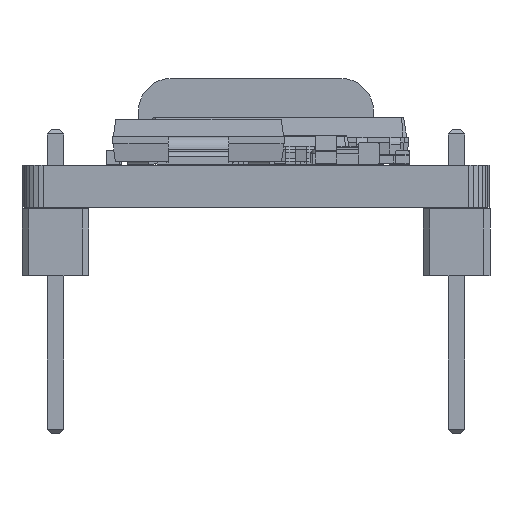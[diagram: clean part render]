
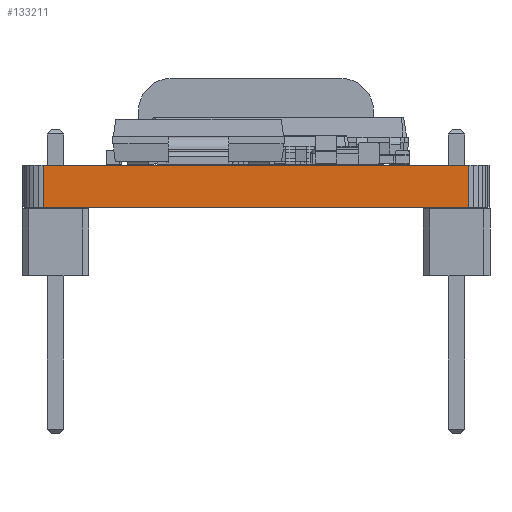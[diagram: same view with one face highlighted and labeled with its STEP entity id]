
A CAD part, front view. The second image highlights one B-rep face of the part: STEP entity #133211.
In plain terms, the highlighted planar face has unit normal (0, -1, 0).
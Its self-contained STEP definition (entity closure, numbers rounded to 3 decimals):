
#123561 = PLANE('',#123562);
#123562 = AXIS2_PLACEMENT_3D('',#123563,#123564,#123565);
#123563 = CARTESIAN_POINT('',(105.701,-59.71,1.6));
#123564 = DIRECTION('',(-0.,-0.,-1.));
#123565 = DIRECTION('',(-1.,0.,0.));
#123615 = PLANE('',#123616);
#123616 = AXIS2_PLACEMENT_3D('',#123617,#123618,#123619);
#123617 = CARTESIAN_POINT('',(105.701,-59.71,0.));
#123618 = DIRECTION('',(-0.,-0.,-1.));
#123619 = DIRECTION('',(-1.,0.,0.));
#124088 = VERTEX_POINT('',#124089);
#124089 = CARTESIAN_POINT('',(113.786,-81.3,0.));
#124103 = PLANE('',#124104);
#124104 = AXIS2_PLACEMENT_3D('',#124105,#124106,#124107);
#124105 = CARTESIAN_POINT('',(113.965,-81.28,0.));
#124106 = DIRECTION('',(0.112,-0.994,0.));
#124107 = DIRECTION('',(-0.994,-0.112,0.));
#124115 = EDGE_CURVE('',#124088,#124116,#124118,.T.);
#124116 = VERTEX_POINT('',#124117);
#124117 = CARTESIAN_POINT('',(97.616,-81.3,0.));
#124118 = SURFACE_CURVE('',#124119,(#124123,#124130),.PCURVE_S1.);
#124119 = LINE('',#124120,#124121);
#124120 = CARTESIAN_POINT('',(113.786,-81.3,0.));
#124121 = VECTOR('',#124122,1.);
#124122 = DIRECTION('',(-1.,0.,0.));
#124123 = PCURVE('',#123615,#124124);
#124124 = DEFINITIONAL_REPRESENTATION('',(#124125),#124129);
#124125 = LINE('',#124126,#124127);
#124126 = CARTESIAN_POINT('',(-8.085,-21.59));
#124127 = VECTOR('',#124128,1.);
#124128 = DIRECTION('',(1.,0.));
#124129 = ( GEOMETRIC_REPRESENTATION_CONTEXT(2) 
PARAMETRIC_REPRESENTATION_CONTEXT() REPRESENTATION_CONTEXT('2D SPACE',''
  ) );
#124130 = PCURVE('',#124131,#124136);
#124131 = PLANE('',#124132);
#124132 = AXIS2_PLACEMENT_3D('',#124133,#124134,#124135);
#124133 = CARTESIAN_POINT('',(113.786,-81.3,0.));
#124134 = DIRECTION('',(0.,-1.,0.));
#124135 = DIRECTION('',(-1.,0.,0.));
#124136 = DEFINITIONAL_REPRESENTATION('',(#124137),#124141);
#124137 = LINE('',#124138,#124139);
#124138 = CARTESIAN_POINT('',(0.,-0.));
#124139 = VECTOR('',#124140,1.);
#124140 = DIRECTION('',(1.,0.));
#124141 = ( GEOMETRIC_REPRESENTATION_CONTEXT(2) 
PARAMETRIC_REPRESENTATION_CONTEXT() REPRESENTATION_CONTEXT('2D SPACE',''
  ) );
#124159 = PLANE('',#124160);
#124160 = AXIS2_PLACEMENT_3D('',#124161,#124162,#124163);
#124161 = CARTESIAN_POINT('',(97.616,-81.3,0.));
#124162 = DIRECTION('',(-0.112,-0.994,0.));
#124163 = DIRECTION('',(-0.994,0.112,0.));
#128807 = VERTEX_POINT('',#128808);
#128808 = CARTESIAN_POINT('',(113.786,-81.3,1.6));
#128829 = EDGE_CURVE('',#128807,#128830,#128832,.T.);
#128830 = VERTEX_POINT('',#128831);
#128831 = CARTESIAN_POINT('',(97.616,-81.3,1.6));
#128832 = SURFACE_CURVE('',#128833,(#128837,#128844),.PCURVE_S1.);
#128833 = LINE('',#128834,#128835);
#128834 = CARTESIAN_POINT('',(113.786,-81.3,1.6));
#128835 = VECTOR('',#128836,1.);
#128836 = DIRECTION('',(-1.,0.,0.));
#128837 = PCURVE('',#123561,#128838);
#128838 = DEFINITIONAL_REPRESENTATION('',(#128839),#128843);
#128839 = LINE('',#128840,#128841);
#128840 = CARTESIAN_POINT('',(-8.085,-21.59));
#128841 = VECTOR('',#128842,1.);
#128842 = DIRECTION('',(1.,0.));
#128843 = ( GEOMETRIC_REPRESENTATION_CONTEXT(2) 
PARAMETRIC_REPRESENTATION_CONTEXT() REPRESENTATION_CONTEXT('2D SPACE',''
  ) );
#128844 = PCURVE('',#124131,#128845);
#128845 = DEFINITIONAL_REPRESENTATION('',(#128846),#128850);
#128846 = LINE('',#128847,#128848);
#128847 = CARTESIAN_POINT('',(0.,-1.6));
#128848 = VECTOR('',#128849,1.);
#128849 = DIRECTION('',(1.,0.));
#128850 = ( GEOMETRIC_REPRESENTATION_CONTEXT(2) 
PARAMETRIC_REPRESENTATION_CONTEXT() REPRESENTATION_CONTEXT('2D SPACE',''
  ) );
#133163 = EDGE_CURVE('',#124088,#128807,#133164,.T.);
#133164 = SURFACE_CURVE('',#133165,(#133169,#133176),.PCURVE_S1.);
#133165 = LINE('',#133166,#133167);
#133166 = CARTESIAN_POINT('',(113.786,-81.3,0.));
#133167 = VECTOR('',#133168,1.);
#133168 = DIRECTION('',(0.,0.,1.));
#133169 = PCURVE('',#124103,#133170);
#133170 = DEFINITIONAL_REPRESENTATION('',(#133171),#133175);
#133171 = LINE('',#133172,#133173);
#133172 = CARTESIAN_POINT('',(0.18,0.));
#133173 = VECTOR('',#133174,1.);
#133174 = DIRECTION('',(0.,-1.));
#133175 = ( GEOMETRIC_REPRESENTATION_CONTEXT(2) 
PARAMETRIC_REPRESENTATION_CONTEXT() REPRESENTATION_CONTEXT('2D SPACE',''
  ) );
#133176 = PCURVE('',#124131,#133177);
#133177 = DEFINITIONAL_REPRESENTATION('',(#133178),#133182);
#133178 = LINE('',#133179,#133180);
#133179 = CARTESIAN_POINT('',(0.,-0.));
#133180 = VECTOR('',#133181,1.);
#133181 = DIRECTION('',(0.,-1.));
#133182 = ( GEOMETRIC_REPRESENTATION_CONTEXT(2) 
PARAMETRIC_REPRESENTATION_CONTEXT() REPRESENTATION_CONTEXT('2D SPACE',''
  ) );
#133211 = ADVANCED_FACE('',(#133212),#124131,.T.);
#133212 = FACE_BOUND('',#133213,.T.);
#133213 = EDGE_LOOP('',(#133214,#133215,#133216,#133237));
#133214 = ORIENTED_EDGE('',*,*,#133163,.T.);
#133215 = ORIENTED_EDGE('',*,*,#128829,.T.);
#133216 = ORIENTED_EDGE('',*,*,#133217,.F.);
#133217 = EDGE_CURVE('',#124116,#128830,#133218,.T.);
#133218 = SURFACE_CURVE('',#133219,(#133223,#133230),.PCURVE_S1.);
#133219 = LINE('',#133220,#133221);
#133220 = CARTESIAN_POINT('',(97.616,-81.3,0.));
#133221 = VECTOR('',#133222,1.);
#133222 = DIRECTION('',(0.,0.,1.));
#133223 = PCURVE('',#124131,#133224);
#133224 = DEFINITIONAL_REPRESENTATION('',(#133225),#133229);
#133225 = LINE('',#133226,#133227);
#133226 = CARTESIAN_POINT('',(16.17,0.));
#133227 = VECTOR('',#133228,1.);
#133228 = DIRECTION('',(0.,-1.));
#133229 = ( GEOMETRIC_REPRESENTATION_CONTEXT(2) 
PARAMETRIC_REPRESENTATION_CONTEXT() REPRESENTATION_CONTEXT('2D SPACE',''
  ) );
#133230 = PCURVE('',#124159,#133231);
#133231 = DEFINITIONAL_REPRESENTATION('',(#133232),#133236);
#133232 = LINE('',#133233,#133234);
#133233 = CARTESIAN_POINT('',(0.,0.));
#133234 = VECTOR('',#133235,1.);
#133235 = DIRECTION('',(0.,-1.));
#133236 = ( GEOMETRIC_REPRESENTATION_CONTEXT(2) 
PARAMETRIC_REPRESENTATION_CONTEXT() REPRESENTATION_CONTEXT('2D SPACE',''
  ) );
#133237 = ORIENTED_EDGE('',*,*,#124115,.F.);
